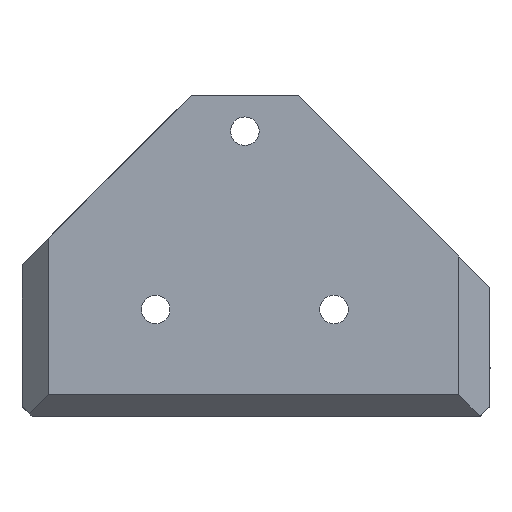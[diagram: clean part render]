
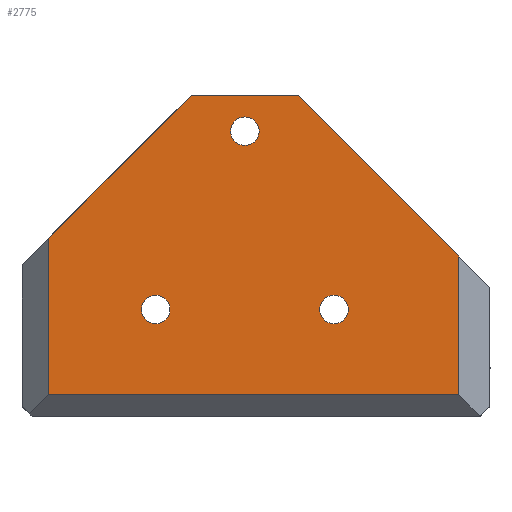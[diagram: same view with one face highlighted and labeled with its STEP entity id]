
A CAD part, left-side view. The second image highlights one B-rep face of the part: STEP entity #2775.
In plain terms, the highlighted planar face has unit normal (-1, 0, 0).
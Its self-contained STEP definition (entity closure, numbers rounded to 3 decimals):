
#29 = VERTEX_POINT ( 'NONE', #2305 ) ;
#117 = CARTESIAN_POINT ( 'NONE',  ( 0., -11.5, 36. ) ) ;
#206 = AXIS2_PLACEMENT_3D ( 'NONE', #1699, #3353, #1370 ) ;
#225 = CARTESIAN_POINT ( 'NONE',  ( 0., -33., 32. ) ) ;
#247 = EDGE_LOOP ( 'NONE', ( #948, #2177 ) ) ;
#265 = DIRECTION ( 'NONE',  ( 1., 0., 0. ) ) ;
#296 = AXIS2_PLACEMENT_3D ( 'NONE', #225, #885, #1577 ) ;
#313 = ORIENTED_EDGE ( 'NONE', *, *, #4109, .T. ) ;
#322 = VECTOR ( 'NONE', #3378, 1000. ) ;
#351 = VECTOR ( 'NONE', #1490, 1000. ) ;
#361 = CARTESIAN_POINT ( 'NONE',  ( 0., -33., 30.4 ) ) ;
#470 = DIRECTION ( 'NONE',  ( -1., 0., 0. ) ) ;
#499 = DIRECTION ( 'NONE',  ( -1., 0., 0. ) ) ;
#566 = VERTEX_POINT ( 'NONE', #1472 ) ;
#609 = EDGE_CURVE ( 'NONE', #3156, #1032, #1244, .T. ) ;
#696 = DIRECTION ( 'NONE',  ( 0., 0., 1. ) ) ;
#746 = CARTESIAN_POINT ( 'NONE',  ( 0., -57., 18. ) ) ;
#773 = VECTOR ( 'NONE', #1180, 1000. ) ;
#809 = DIRECTION ( 'NONE',  ( 0., 0., -1. ) ) ;
#855 = AXIS2_PLACEMENT_3D ( 'NONE', #1131, #3470, #2803 ) ;
#856 = EDGE_CURVE ( 'NONE', #3049, #566, #1076, .T. ) ;
#875 = VERTEX_POINT ( 'NONE', #361 ) ;
#885 = DIRECTION ( 'NONE',  ( -1., 0., 0. ) ) ;
#931 = CARTESIAN_POINT ( 'NONE',  ( 0., -33., 33.6 ) ) ;
#948 = ORIENTED_EDGE ( 'NONE', *, *, #3883, .F. ) ;
#950 = PLANE ( 'NONE',  #4247 ) ;
#1032 = VERTEX_POINT ( 'NONE', #746 ) ;
#1036 = EDGE_CURVE ( 'NONE', #875, #3082, #3279, .T. ) ;
#1076 = LINE ( 'NONE', #1333, #2958 ) ;
#1091 = FACE_BOUND ( 'NONE', #247, .T. ) ;
#1131 = CARTESIAN_POINT ( 'NONE',  ( 0., -43., 12. ) ) ;
#1149 = VECTOR ( 'NONE', #3748, 1000. ) ;
#1153 = FACE_BOUND ( 'NONE', #4108, .T. ) ;
#1180 = DIRECTION ( 'NONE',  ( 0., -0.707, -0.707 ) ) ;
#1244 = LINE ( 'NONE', #3168, #773 ) ;
#1264 = CARTESIAN_POINT ( 'NONE',  ( 0., -11.5, 0. ) ) ;
#1314 = ORIENTED_EDGE ( 'NONE', *, *, #856, .F. ) ;
#1333 = CARTESIAN_POINT ( 'NONE',  ( 0., -11., -1. ) ) ;
#1370 = DIRECTION ( 'NONE',  ( 0., 0., -1. ) ) ;
#1472 = CARTESIAN_POINT ( 'NONE',  ( 0., -11., 20. ) ) ;
#1490 = DIRECTION ( 'NONE',  ( 0., 0., -1. ) ) ;
#1495 = EDGE_CURVE ( 'NONE', #3184, #3190, #2502, .T. ) ;
#1572 = EDGE_LOOP ( 'NONE', ( #313, #4181, #2158, #1967, #2216, #1314 ) ) ;
#1577 = DIRECTION ( 'NONE',  ( 0., 0., -1. ) ) ;
#1588 = EDGE_CURVE ( 'NONE', #566, #1811, #1928, .T. ) ;
#1699 = CARTESIAN_POINT ( 'NONE',  ( 0., -43., 12. ) ) ;
#1730 = EDGE_CURVE ( 'NONE', #1811, #3156, #2036, .T. ) ;
#1744 = CIRCLE ( 'NONE', #855, 1.6 ) ;
#1758 = EDGE_CURVE ( 'NONE', #1032, #29, #4094, .T. ) ;
#1776 = VECTOR ( 'NONE', #2185, 1000. ) ;
#1811 = VERTEX_POINT ( 'NONE', #3508 ) ;
#1845 = CARTESIAN_POINT ( 'NONE',  ( 0., -23., 12. ) ) ;
#1928 = LINE ( 'NONE', #3208, #1776 ) ;
#1942 = ORIENTED_EDGE ( 'NONE', *, *, #2571, .F. ) ;
#1967 = ORIENTED_EDGE ( 'NONE', *, *, #1730, .F. ) ;
#2028 = CARTESIAN_POINT ( 'NONE',  ( 0., -39., 36. ) ) ;
#2036 = LINE ( 'NONE', #117, #1149 ) ;
#2045 = FACE_BOUND ( 'NONE', #3847, .T. ) ;
#2101 = ORIENTED_EDGE ( 'NONE', *, *, #3962, .F. ) ;
#2154 = CARTESIAN_POINT ( 'NONE',  ( 0., -23., 12. ) ) ;
#2158 = ORIENTED_EDGE ( 'NONE', *, *, #609, .F. ) ;
#2177 = ORIENTED_EDGE ( 'NONE', *, *, #2253, .F. ) ;
#2185 = DIRECTION ( 'NONE',  ( 0., -0.707, 0.707 ) ) ;
#2216 = ORIENTED_EDGE ( 'NONE', *, *, #1588, .F. ) ;
#2253 = EDGE_CURVE ( 'NONE', #3946, #2765, #2962, .T. ) ;
#2305 = CARTESIAN_POINT ( 'NONE',  ( 0., -57., 2.426 ) ) ;
#2361 = AXIS2_PLACEMENT_3D ( 'NONE', #1845, #470, #809 ) ;
#2398 = AXIS2_PLACEMENT_3D ( 'NONE', #2154, #499, #4123 ) ;
#2419 = AXIS2_PLACEMENT_3D ( 'NONE', #3007, #3619, #3677 ) ;
#2502 = CIRCLE ( 'NONE', #2398, 1.6 ) ;
#2550 = CARTESIAN_POINT ( 'NONE',  ( 0., -43., 10.4 ) ) ;
#2571 = EDGE_CURVE ( 'NONE', #3190, #3184, #3284, .T. ) ;
#2680 = CARTESIAN_POINT ( 'NONE',  ( 0., -23., 10.4 ) ) ;
#2711 = CARTESIAN_POINT ( 'NONE',  ( 0., -3., 2.426 ) ) ;
#2765 = VERTEX_POINT ( 'NONE', #2550 ) ;
#2775 = ADVANCED_FACE ( 'NONE', ( #3700, #1153, #2045, #1091 ), #950, .F. ) ;
#2778 = LINE ( 'NONE', #2711, #322 ) ;
#2803 = DIRECTION ( 'NONE',  ( 0., 0., -1. ) ) ;
#2881 = CARTESIAN_POINT ( 'NONE',  ( 0., -11., 2.426 ) ) ;
#2936 = DIRECTION ( 'NONE',  ( 0., 0., -1. ) ) ;
#2958 = VECTOR ( 'NONE', #696, 1000. ) ;
#2962 = CIRCLE ( 'NONE', #206, 1.6 ) ;
#2993 = ORIENTED_EDGE ( 'NONE', *, *, #1495, .F. ) ;
#3007 = CARTESIAN_POINT ( 'NONE',  ( 0., -33., 32. ) ) ;
#3049 = VERTEX_POINT ( 'NONE', #2881 ) ;
#3082 = VERTEX_POINT ( 'NONE', #931 ) ;
#3156 = VERTEX_POINT ( 'NONE', #2028 ) ;
#3168 = CARTESIAN_POINT ( 'NONE',  ( 0., -29.464, 45.536 ) ) ;
#3184 = VERTEX_POINT ( 'NONE', #2680 ) ;
#3190 = VERTEX_POINT ( 'NONE', #3719 ) ;
#3196 = CIRCLE ( 'NONE', #2419, 1.6 ) ;
#3208 = CARTESIAN_POINT ( 'NONE',  ( 0., -7.464, 16.464 ) ) ;
#3235 = ORIENTED_EDGE ( 'NONE', *, *, #1036, .F. ) ;
#3279 = CIRCLE ( 'NONE', #296, 1.6 ) ;
#3284 = CIRCLE ( 'NONE', #2361, 1.6 ) ;
#3353 = DIRECTION ( 'NONE',  ( -1., 0., 0. ) ) ;
#3378 = DIRECTION ( 'NONE',  ( 0., -1., 0. ) ) ;
#3470 = DIRECTION ( 'NONE',  ( -1., 0., 0. ) ) ;
#3508 = CARTESIAN_POINT ( 'NONE',  ( 0., -27., 36. ) ) ;
#3619 = DIRECTION ( 'NONE',  ( -1., 0., 0. ) ) ;
#3665 = CARTESIAN_POINT ( 'NONE',  ( 0., -43., 13.6 ) ) ;
#3677 = DIRECTION ( 'NONE',  ( 0., 0., -1. ) ) ;
#3700 = FACE_OUTER_BOUND ( 'NONE', #1572, .T. ) ;
#3719 = CARTESIAN_POINT ( 'NONE',  ( 0., -23., 13.6 ) ) ;
#3748 = DIRECTION ( 'NONE',  ( 0., -1., 0. ) ) ;
#3847 = EDGE_LOOP ( 'NONE', ( #2993, #1942 ) ) ;
#3863 = CARTESIAN_POINT ( 'NONE',  ( 0., -57., -1. ) ) ;
#3883 = EDGE_CURVE ( 'NONE', #2765, #3946, #1744, .T. ) ;
#3946 = VERTEX_POINT ( 'NONE', #3665 ) ;
#3962 = EDGE_CURVE ( 'NONE', #3082, #875, #3196, .T. ) ;
#4094 = LINE ( 'NONE', #3863, #351 ) ;
#4108 = EDGE_LOOP ( 'NONE', ( #3235, #2101 ) ) ;
#4109 = EDGE_CURVE ( 'NONE', #3049, #29, #2778, .T. ) ;
#4123 = DIRECTION ( 'NONE',  ( 0., 0., -1. ) ) ;
#4181 = ORIENTED_EDGE ( 'NONE', *, *, #1758, .F. ) ;
#4247 = AXIS2_PLACEMENT_3D ( 'NONE', #1264, #265, #2936 ) ;
